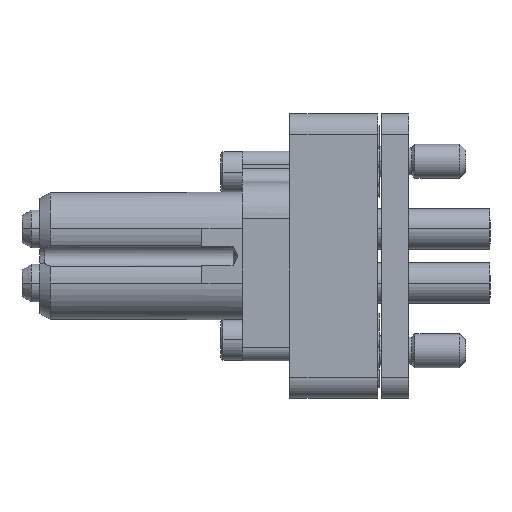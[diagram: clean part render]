
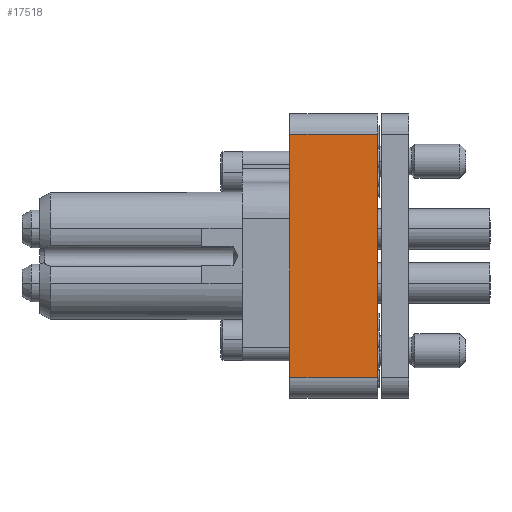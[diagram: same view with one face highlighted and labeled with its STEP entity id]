
A CAD part, left-side view. The second image highlights one B-rep face of the part: STEP entity #17518.
In plain terms, the highlighted planar face has unit normal (-1, 0, 0).
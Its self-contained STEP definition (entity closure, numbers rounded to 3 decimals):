
#3564 = VECTOR ( 'NONE', #21922, 1000. ) ;
#4173 = CARTESIAN_POINT ( 'NONE',  ( -5.75, 6.5, 9. ) ) ;
#4175 = DIRECTION ( 'NONE',  ( 0., 1., 0. ) ) ;
#4299 = VECTOR ( 'NONE', #4175, 1000. ) ;
#4825 = LINE ( 'NONE', #7373, #41688 ) ;
#5885 = CARTESIAN_POINT ( 'NONE',  ( -5.75, 6.5, -10.5 ) ) ;
#7373 = CARTESIAN_POINT ( 'NONE',  ( -5.75, 6.5, -10.5 ) ) ;
#9534 = DIRECTION ( 'NONE',  ( 0., 1., 0. ) ) ;
#10325 = VERTEX_POINT ( 'NONE', #4173 ) ;
#10964 = CARTESIAN_POINT ( 'NONE',  ( -5.75, 0., -9. ) ) ;
#11173 = CARTESIAN_POINT ( 'NONE',  ( -5.75, 6.5, 0. ) ) ;
#11281 = VERTEX_POINT ( 'NONE', #37881 ) ;
#11801 = EDGE_CURVE ( 'Defeature ausgef�hrt3_190+Defeature ausgef�hrt3_191+Defeature ausgef�hrt3_183+Defeature ausgef�hrt3_42', #18617, #34856, #4825, .T. ) ;
#14146 = CARTESIAN_POINT ( 'NONE',  ( -5.75, 6.5, 9. ) ) ;
#15280 = LINE ( 'NONE', #14146, #4299 ) ;
#15360 = FACE_OUTER_BOUND ( 'NONE', #42544, .T. ) ;
#16259 = DIRECTION ( 'NONE',  ( 1., 0., 0. ) ) ;
#17355 = AXIS2_PLACEMENT_3D ( 'NONE', #37810, #16259, #9534 ) ;
#17518 = ADVANCED_FACE ( 'Defeature ausgef�hrt3_191', ( #15360 ), #41044, .F. ) ;
#18264 = DIRECTION ( 'NONE',  ( 0., 0., 1. ) ) ;
#18617 = VERTEX_POINT ( 'NONE', #43049 ) ;
#19014 = EDGE_CURVE ( 'Defeature ausgef�hrt3_189+Defeature ausgef�hrt3_191+Defeature ausgef�hrt3_39+Defeature ausgef�hrt3_188', #28592, #10325, #24625, .T. ) ;
#19793 = EDGE_CURVE ( 'Defeature ausgef�hrt3_191+Defeature ausgef�hrt3_183+Defeature ausgef�hrt3_190+Defeature ausgef�hrt3_182', #18617, #38117, #41601, .T. ) ;
#20482 = CARTESIAN_POINT ( 'NONE',  ( -5.75, 0., -10.5 ) ) ;
#21922 = DIRECTION ( 'NONE',  ( 0., 0., 1. ) ) ;
#23106 = ORIENTED_EDGE ( 'NONE', *, *, #19793, .T. ) ;
#23516 = VECTOR ( 'NONE', #41241, 1000. ) ;
#24625 = LINE ( 'NONE', #5885, #23516 ) ;
#26216 = VECTOR ( 'NONE', #34113, 1000. ) ;
#28592 = VERTEX_POINT ( 'NONE', #34313 ) ;
#29620 = ORIENTED_EDGE ( 'NONE', *, *, #33576, .F. ) ;
#30510 = DIRECTION ( 'NONE',  ( 0., 0., 1. ) ) ;
#31591 = LINE ( 'NONE', #11173, #3564 ) ;
#32623 = CARTESIAN_POINT ( 'NONE',  ( -5.75, 6.5, -6.75 ) ) ;
#33003 = ORIENTED_EDGE ( 'NONE', *, *, #42353, .T. ) ;
#33187 = ORIENTED_EDGE ( 'NONE', *, *, #19014, .F. ) ;
#33576 = EDGE_CURVE ( 'Defeature ausgef�hrt3_10+Defeature ausgef�hrt3_191+Defeature ausgef�hrt3_42+Defeature ausgef�hrt3_39', #34856, #28592, #31591, .T. ) ;
#34096 = EDGE_CURVE ( 'Defeature ausgef�hrt3_191+Defeature ausgef�hrt3_182+Defeature ausgef�hrt3_183+Defeature ausgef�hrt3_188', #38117, #11281, #40896, .T. ) ;
#34113 = DIRECTION ( 'NONE',  ( 0., -1., 0. ) ) ;
#34313 = CARTESIAN_POINT ( 'NONE',  ( -5.75, 6.5, 2.75 ) ) ;
#34856 = VERTEX_POINT ( 'NONE', #32623 ) ;
#37810 = CARTESIAN_POINT ( 'NONE',  ( -5.75, 6.5, -10.5 ) ) ;
#37881 = CARTESIAN_POINT ( 'NONE',  ( -5.75, 0., 9. ) ) ;
#37951 = CARTESIAN_POINT ( 'NONE',  ( -5.75, 6.5, -9. ) ) ;
#38117 = VERTEX_POINT ( 'NONE', #10964 ) ;
#38119 = ORIENTED_EDGE ( 'NONE', *, *, #11801, .F. ) ;
#38696 = VECTOR ( 'NONE', #30510, 1000. ) ;
#40896 = LINE ( 'NONE', #20482, #38696 ) ;
#41044 = PLANE ( 'NONE',  #17355 ) ;
#41241 = DIRECTION ( 'NONE',  ( 0., 0., 1. ) ) ;
#41601 = LINE ( 'NONE', #37951, #26216 ) ;
#41688 = VECTOR ( 'NONE', #18264, 1000. ) ;
#41851 = ORIENTED_EDGE ( 'NONE', *, *, #34096, .T. ) ;
#42353 = EDGE_CURVE ( 'Defeature ausgef�hrt3_191+Defeature ausgef�hrt3_188+Defeature ausgef�hrt3_182+Defeature ausgef�hrt3_189', #11281, #10325, #15280, .T. ) ;
#42544 = EDGE_LOOP ( 'NONE', ( #38119, #23106, #41851, #33003, #33187, #29620 ) ) ;
#43049 = CARTESIAN_POINT ( 'NONE',  ( -5.75, 6.5, -9. ) ) ;
